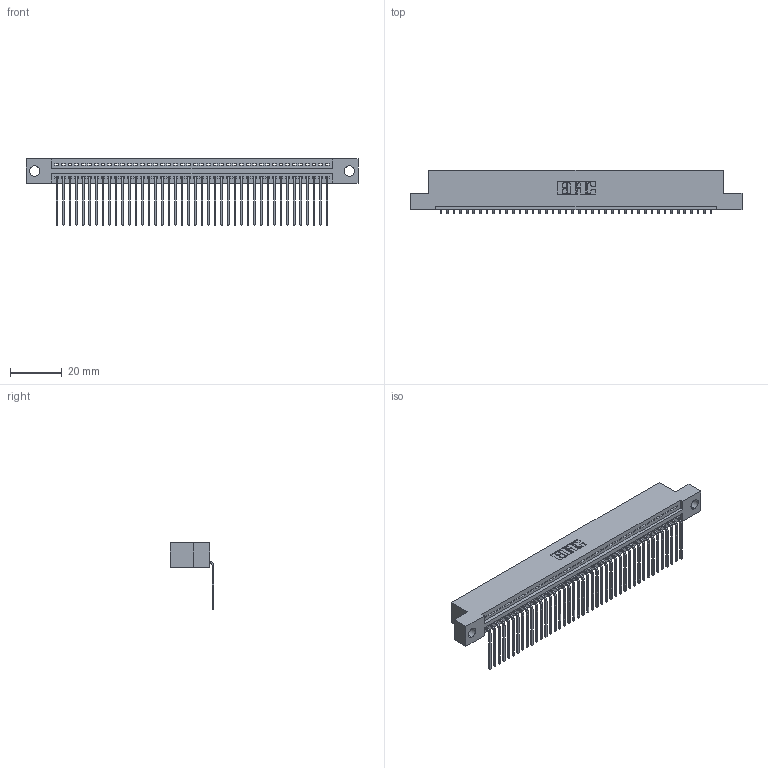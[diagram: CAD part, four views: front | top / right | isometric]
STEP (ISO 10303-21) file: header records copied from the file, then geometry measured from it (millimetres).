
FILE_DESCRIPTION (( 'STEP AP203' ), '1' );
FILE_NAME ('345-042-559-104.STEP', '2018-09-08T00:56:48', ( '' ), ( '' ), 'SwSTEP 2.0', 'SolidWorks 2016', '' );
FILE_SCHEMA (( 'CONFIG_CONTROL_DESIGN' ));
Length unit declared in the file: inch
Products named in the file (3): 345 Part_Flush Mounting Lugs - 0.156 Dia-TH; 345-292-001_558 559 Tail - 1; 345-042-559-104
Assembly tree (43 placements, depth 2):
  345-042-559-104
    345 Part_Flush Mounting Lugs - 0.156 Dia-TH
    345-292-001_558 559 Tail - 1  x42
Bounding box: 127.89 x 16.75 x 25.53 mm (x, y, z)
Volume: 12199.1 mm3; surface area: 16842.5 mm2
Topology: 43 solids, 43 shells, 2646 faces, 7985 edges, 5266 vertices
Faces by surface type: plane 1844, cylinder 802
Entity records: 31697 total; most frequent: CARTESIAN_POINT 5498, ORIENTED_EDGE 5474, DIRECTION 4801, EDGE_CURVE 2737, LINE 2437, VECTOR 2437, VERTEX_POINT 1822, AXIS2_PLACEMENT_3D 1182
